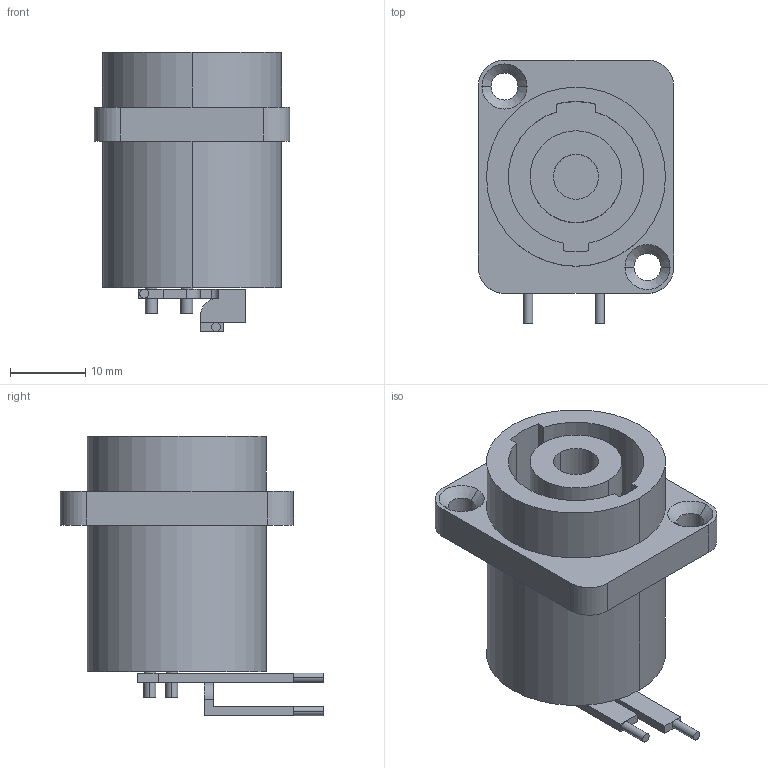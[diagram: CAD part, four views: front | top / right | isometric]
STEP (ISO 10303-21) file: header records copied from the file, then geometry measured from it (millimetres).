
FILE_DESCRIPTION((''),'2;1');
FILE_NAME('D-NLJ2MD-H','2014-06-05T',('odo'),(''),'PRO/ENGINEER BY PARAMETRIC TECHNOLOGY CORPORATION, 2011310','PRO/ENGINEER BY PARAMETRIC TECHNOLOGY CORPORATION, 2011310','');
FILE_SCHEMA(('AUTOMOTIVE_DESIGN_CC2 { 1 2 10303 214 -1 1 5 2 }'));
Length unit declared in the file: millimetre
Products named in the file (1): D-NLJ2MD-H
Bounding box: 26 x 35 x 37.11 mm (x, y, z)
Volume: 12140.2 mm3; surface area: 7043.1 mm2
Topology: 1 solids, 1 shells, 86 faces, 209 edges, 136 vertices
Faces by surface type: plane 46, cylinder 36, cone 4
Entity records: 2764 total; most frequent: DIRECTION 461, CARTESIAN_POINT 431, ORIENTED_EDGE 418, COLOUR_RGB 209, EDGE_CURVE 209, AXIS2_PLACEMENT_3D 166, VERTEX_POINT 136, VECTOR 129
